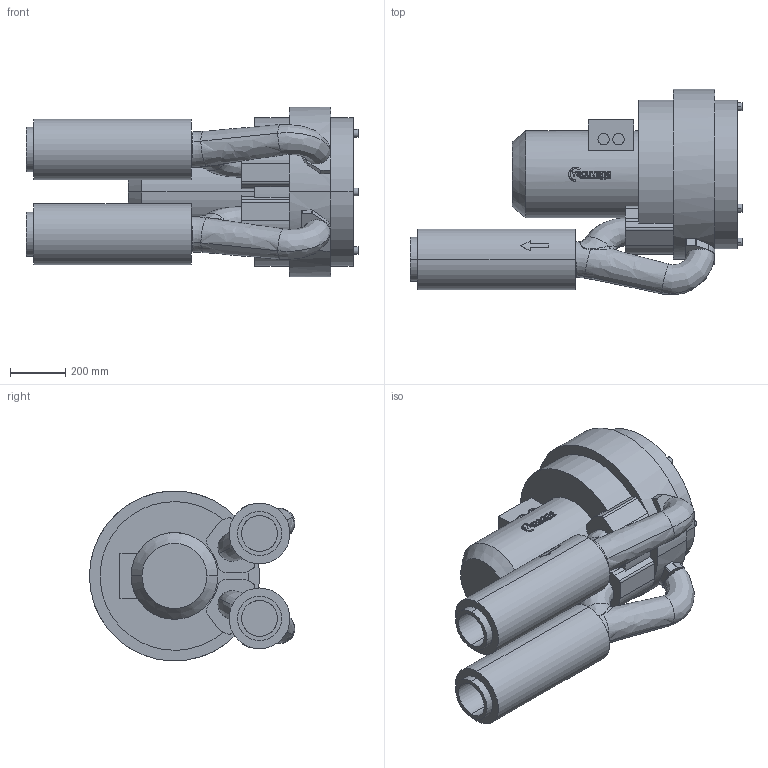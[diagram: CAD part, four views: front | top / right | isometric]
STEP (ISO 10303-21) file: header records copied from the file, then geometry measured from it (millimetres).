
FILE_DESCRIPTION((''),'2;1');
FILE_NAME('VSC2050_2PT252_6_RTGPFEIL_ASM','2010-10-01T',('rnennstiel'),('vacuvane vacuum technology gmbh'),'PRO/ENGINEER BY PARAMETRIC TECHNOLOGY CORPORATION, 2010140','PRO/ENGINEER BY PARAMETRIC TECHNOLOGY CORPORATION, 2010140','');
FILE_SCHEMA(('AUTOMOTIVE_DESIGN_CC2 { 1 2 10303 214 -1 1 5 2 }'));
Length unit declared in the file: millimetre
Products named in the file (3): VSC2050_2PT252_6; RICHTUNGSPFEIL_3D; VSC2050_2PT252_6_RTGPFEIL_ASM
Assembly tree (3 placements, depth 2):
  VSC2050_2PT252_6_RTGPFEIL_ASM
    VSC2050_2PT252_6
    RICHTUNGSPFEIL_3D  x2
Bounding box: 1201 x 742.2 x 614.78 mm (x, y, z)
Volume: 164349048.4 mm3; surface area: 4421870.5 mm2
Topology: 5 solids, 9 shells, 954 faces, 2556 edges, 1678 vertices
Faces by surface type: extrusion 414, plane 326, cylinder 136, bspline 68, cone 10
Entity records: 42109 total; most frequent: CARTESIAN_POINT 20192, ORIENTED_EDGE 5038, DIRECTION 3114, EDGE_CURVE 2527, VERTEX_POINT 1664, VECTOR 1524, B_SPLINE_CURVE_WITH_KNOTS 1507, LINE 1110
